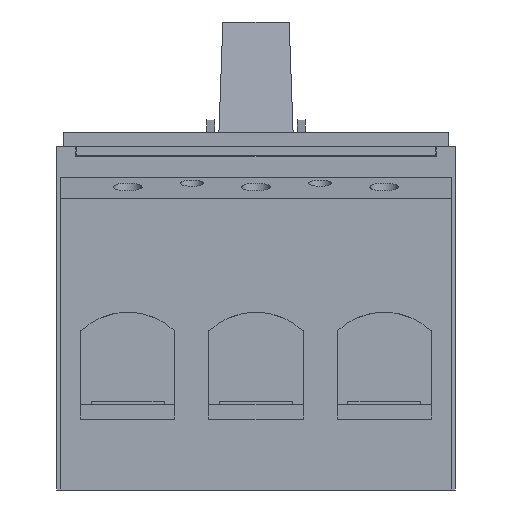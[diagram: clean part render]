
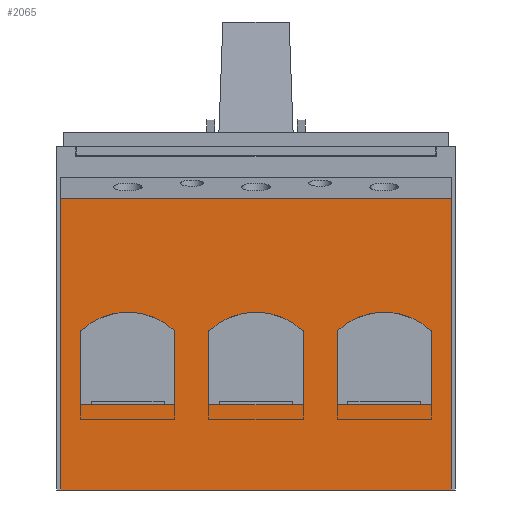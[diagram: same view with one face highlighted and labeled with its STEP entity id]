
A CAD part, front view. The second image highlights one B-rep face of the part: STEP entity #2065.
In plain terms, the highlighted face is planar.
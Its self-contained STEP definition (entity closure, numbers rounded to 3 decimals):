
#56=CIRCLE('',#2229,23.841);
#58=CIRCLE('',#2232,23.841);
#60=CIRCLE('',#2235,23.841);
#453=ORIENTED_EDGE('',*,*,#836,.F.);
#454=ORIENTED_EDGE('',*,*,#837,.F.);
#455=ORIENTED_EDGE('',*,*,#838,.F.);
#456=ORIENTED_EDGE('',*,*,#839,.F.);
#457=ORIENTED_EDGE('',*,*,#840,.F.);
#458=ORIENTED_EDGE('',*,*,#786,.F.);
#459=ORIENTED_EDGE('',*,*,#841,.F.);
#460=ORIENTED_EDGE('',*,*,#842,.F.);
#461=ORIENTED_EDGE('',*,*,#843,.F.);
#462=ORIENTED_EDGE('',*,*,#844,.F.);
#463=ORIENTED_EDGE('',*,*,#845,.F.);
#464=ORIENTED_EDGE('',*,*,#791,.F.);
#465=ORIENTED_EDGE('',*,*,#846,.F.);
#466=ORIENTED_EDGE('',*,*,#847,.F.);
#467=ORIENTED_EDGE('',*,*,#848,.F.);
#468=ORIENTED_EDGE('',*,*,#849,.F.);
#469=ORIENTED_EDGE('',*,*,#850,.F.);
#470=ORIENTED_EDGE('',*,*,#796,.F.);
#471=ORIENTED_EDGE('',*,*,#851,.T.);
#472=ORIENTED_EDGE('',*,*,#809,.F.);
#473=ORIENTED_EDGE('',*,*,#852,.F.);
#474=ORIENTED_EDGE('',*,*,#834,.T.);
#786=EDGE_CURVE('',#1009,#1010,#56,.T.);
#791=EDGE_CURVE('',#1014,#1015,#58,.T.);
#796=EDGE_CURVE('',#1019,#1020,#60,.T.);
#809=EDGE_CURVE('',#1032,#1029,#1239,.T.);
#834=EDGE_CURVE('',#1052,#1051,#1262,.T.);
#836=EDGE_CURVE('',#1053,#1009,#1264,.T.);
#837=EDGE_CURVE('',#1054,#1053,#1265,.T.);
#838=EDGE_CURVE('',#1055,#1054,#1266,.T.);
#839=EDGE_CURVE('',#1056,#1055,#1267,.T.);
#840=EDGE_CURVE('',#1010,#1056,#1268,.T.);
#841=EDGE_CURVE('',#1057,#1014,#1269,.T.);
#842=EDGE_CURVE('',#1058,#1057,#1270,.T.);
#843=EDGE_CURVE('',#1059,#1058,#1271,.T.);
#844=EDGE_CURVE('',#1060,#1059,#1272,.T.);
#845=EDGE_CURVE('',#1015,#1060,#1273,.T.);
#846=EDGE_CURVE('',#1061,#1019,#1274,.T.);
#847=EDGE_CURVE('',#1062,#1061,#1275,.T.);
#848=EDGE_CURVE('',#1063,#1062,#1276,.T.);
#849=EDGE_CURVE('',#1064,#1063,#1277,.T.);
#850=EDGE_CURVE('',#1020,#1064,#1278,.T.);
#851=EDGE_CURVE('',#1051,#1029,#1279,.T.);
#852=EDGE_CURVE('',#1052,#1032,#1280,.T.);
#1009=VERTEX_POINT('',#3177);
#1010=VERTEX_POINT('',#3178);
#1014=VERTEX_POINT('',#3199);
#1015=VERTEX_POINT('',#3200);
#1019=VERTEX_POINT('',#3221);
#1020=VERTEX_POINT('',#3222);
#1029=VERTEX_POINT('',#3253);
#1032=VERTEX_POINT('',#3258);
#1051=VERTEX_POINT('',#3305);
#1052=VERTEX_POINT('',#3307);
#1053=VERTEX_POINT('',#3311);
#1054=VERTEX_POINT('',#3313);
#1055=VERTEX_POINT('',#3315);
#1056=VERTEX_POINT('',#3317);
#1057=VERTEX_POINT('',#3320);
#1058=VERTEX_POINT('',#3322);
#1059=VERTEX_POINT('',#3324);
#1060=VERTEX_POINT('',#3326);
#1061=VERTEX_POINT('',#3329);
#1062=VERTEX_POINT('',#3331);
#1063=VERTEX_POINT('',#3333);
#1064=VERTEX_POINT('',#3335);
#1239=LINE('',#3259,#1467);
#1262=LINE('',#3306,#1490);
#1264=LINE('',#3310,#1492);
#1265=LINE('',#3312,#1493);
#1266=LINE('',#3314,#1494);
#1267=LINE('',#3316,#1495);
#1268=LINE('',#3318,#1496);
#1269=LINE('',#3319,#1497);
#1270=LINE('',#3321,#1498);
#1271=LINE('',#3323,#1499);
#1272=LINE('',#3325,#1500);
#1273=LINE('',#3327,#1501);
#1274=LINE('',#3328,#1502);
#1275=LINE('',#3330,#1503);
#1276=LINE('',#3332,#1504);
#1277=LINE('',#3334,#1505);
#1278=LINE('',#3336,#1506);
#1279=LINE('',#3337,#1507);
#1280=LINE('',#3338,#1508);
#1467=VECTOR('',#2644,1000.);
#1490=VECTOR('',#2677,1000.);
#1492=VECTOR('',#2681,1000.);
#1493=VECTOR('',#2682,1000.);
#1494=VECTOR('',#2683,1000.);
#1495=VECTOR('',#2684,1000.);
#1496=VECTOR('',#2685,1000.);
#1497=VECTOR('',#2686,1000.);
#1498=VECTOR('',#2687,1000.);
#1499=VECTOR('',#2688,1000.);
#1500=VECTOR('',#2689,1000.);
#1501=VECTOR('',#2690,1000.);
#1502=VECTOR('',#2691,1000.);
#1503=VECTOR('',#2692,1000.);
#1504=VECTOR('',#2693,1000.);
#1505=VECTOR('',#2694,1000.);
#1506=VECTOR('',#2695,1000.);
#1507=VECTOR('',#2696,1000.);
#1508=VECTOR('',#2697,1000.);
#1662=EDGE_LOOP('',(#453,#454,#455,#456,#457,#458));
#1663=EDGE_LOOP('',(#459,#460,#461,#462,#463,#464));
#1664=EDGE_LOOP('',(#465,#466,#467,#468,#469,#470));
#1665=EDGE_LOOP('',(#471,#472,#473,#474));
#1836=FACE_BOUND('',#1662,.T.);
#1837=FACE_BOUND('',#1663,.T.);
#1838=FACE_BOUND('',#1664,.T.);
#1839=FACE_BOUND('',#1665,.T.);
#1959=PLANE('',#2248);
#2065=ADVANCED_FACE('',(#1836,#1837,#1838,#1839),#1959,.F.);
#2229=AXIS2_PLACEMENT_3D('',#3176,#2607,#2608);
#2232=AXIS2_PLACEMENT_3D('',#3198,#2615,#2616);
#2235=AXIS2_PLACEMENT_3D('',#3220,#2623,#2624);
#2248=AXIS2_PLACEMENT_3D('',#3309,#2679,#2680);
#2607=DIRECTION('',(0.,1.,0.));
#2608=DIRECTION('',(1.,0.,0.));
#2615=DIRECTION('',(0.,1.,0.));
#2616=DIRECTION('',(1.,0.,0.));
#2623=DIRECTION('',(0.,1.,0.));
#2624=DIRECTION('',(1.,0.,0.));
#2644=DIRECTION('',(-1.,0.,0.));
#2677=DIRECTION('',(-1.,0.,0.));
#2679=DIRECTION('',(0.,-1.,0.));
#2680=DIRECTION('',(0.,0.,-1.));
#2681=DIRECTION('',(1.,0.,0.));
#2682=DIRECTION('',(0.,0.,1.));
#2683=DIRECTION('',(-1.,0.,0.));
#2684=DIRECTION('',(0.,0.,-1.));
#2685=DIRECTION('',(1.,0.,0.));
#2686=DIRECTION('',(1.,0.,0.));
#2687=DIRECTION('',(0.,0.,1.));
#2688=DIRECTION('',(-1.,0.,0.));
#2689=DIRECTION('',(0.,0.,-1.));
#2690=DIRECTION('',(1.,0.,0.));
#2691=DIRECTION('',(1.,0.,0.));
#2692=DIRECTION('',(0.,0.,1.));
#2693=DIRECTION('',(-1.,0.,0.));
#2694=DIRECTION('',(0.,0.,-1.));
#2695=DIRECTION('',(1.,0.,0.));
#2696=DIRECTION('',(0.,0.,1.));
#2697=DIRECTION('',(0.,0.,1.));
#3176=CARTESIAN_POINT('',(113.5,29.2,38.559));
#3177=CARTESIAN_POINT('',(97.139,29.2,55.9));
#3178=CARTESIAN_POINT('',(129.861,29.2,55.9));
#3198=CARTESIAN_POINT('',(68.5,29.2,38.559));
#3199=CARTESIAN_POINT('',(52.139,29.2,55.9));
#3200=CARTESIAN_POINT('',(84.861,29.2,55.9));
#3220=CARTESIAN_POINT('',(23.5,29.2,38.559));
#3221=CARTESIAN_POINT('',(7.139,29.2,55.9));
#3222=CARTESIAN_POINT('',(39.861,29.2,55.9));
#3253=CARTESIAN_POINT('',(0.,29.2,102.164));
#3258=CARTESIAN_POINT('',(137.,29.2,102.164));
#3259=CARTESIAN_POINT('',(137.,29.2,102.164));
#3305=CARTESIAN_POINT('',(0.,29.2,0.));
#3306=CARTESIAN_POINT('',(137.,29.2,0.));
#3307=CARTESIAN_POINT('',(137.,29.2,0.));
#3309=CARTESIAN_POINT('',(137.,29.2,0.));
#3310=CARTESIAN_POINT('',(97.,29.2,55.9));
#3311=CARTESIAN_POINT('',(97.,29.2,55.9));
#3312=CARTESIAN_POINT('',(97.,29.2,29.9));
#3313=CARTESIAN_POINT('',(97.,29.2,29.9));
#3314=CARTESIAN_POINT('',(130.,29.2,29.9));
#3315=CARTESIAN_POINT('',(130.,29.2,29.9));
#3316=CARTESIAN_POINT('',(130.,29.2,55.9));
#3317=CARTESIAN_POINT('',(130.,29.2,55.9));
#3318=CARTESIAN_POINT('',(129.861,29.2,55.9));
#3319=CARTESIAN_POINT('',(52.,29.2,55.9));
#3320=CARTESIAN_POINT('',(52.,29.2,55.9));
#3321=CARTESIAN_POINT('',(52.,29.2,29.9));
#3322=CARTESIAN_POINT('',(52.,29.2,29.9));
#3323=CARTESIAN_POINT('',(85.,29.2,29.9));
#3324=CARTESIAN_POINT('',(85.,29.2,29.9));
#3325=CARTESIAN_POINT('',(85.,29.2,55.9));
#3326=CARTESIAN_POINT('',(85.,29.2,55.9));
#3327=CARTESIAN_POINT('',(84.861,29.2,55.9));
#3328=CARTESIAN_POINT('',(7.,29.2,55.9));
#3329=CARTESIAN_POINT('',(7.,29.2,55.9));
#3330=CARTESIAN_POINT('',(7.,29.2,29.9));
#3331=CARTESIAN_POINT('',(7.,29.2,29.9));
#3332=CARTESIAN_POINT('',(40.,29.2,29.9));
#3333=CARTESIAN_POINT('',(40.,29.2,29.9));
#3334=CARTESIAN_POINT('',(40.,29.2,55.9));
#3335=CARTESIAN_POINT('',(40.,29.2,55.9));
#3336=CARTESIAN_POINT('',(39.861,29.2,55.9));
#3337=CARTESIAN_POINT('',(0.,29.2,0.));
#3338=CARTESIAN_POINT('',(137.,29.2,0.));
